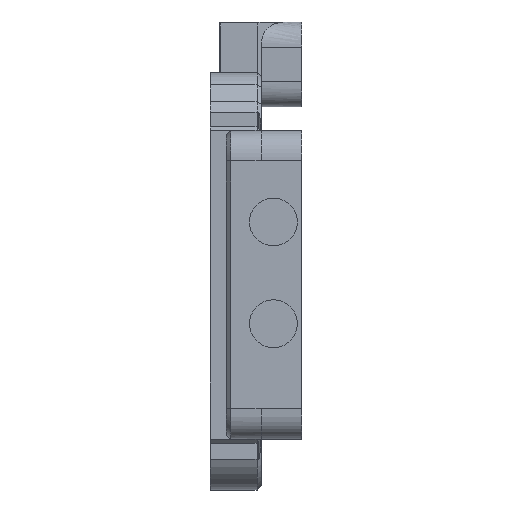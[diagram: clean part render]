
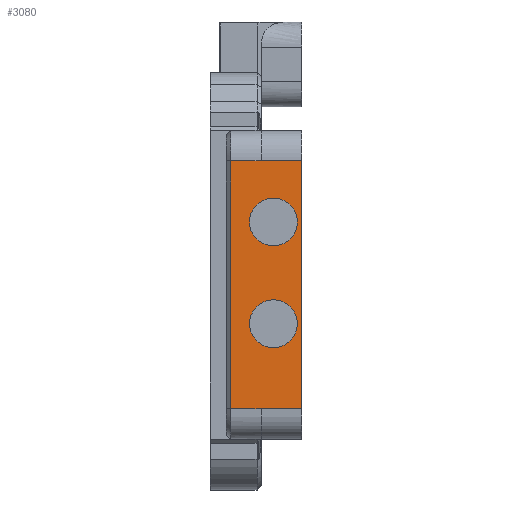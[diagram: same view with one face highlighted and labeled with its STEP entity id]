
A CAD part, front view. The second image highlights one B-rep face of the part: STEP entity #3080.
In plain terms, the highlighted planar face has unit normal (0, -1, 0).
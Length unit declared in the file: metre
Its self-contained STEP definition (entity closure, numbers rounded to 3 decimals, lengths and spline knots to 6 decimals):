
#215=CIRCLE('',#3355,0.00235);
#216=CIRCLE('',#3356,0.00235);
#877=ORIENTED_EDGE('',*,*,#1499,.F.);
#878=ORIENTED_EDGE('',*,*,#1500,.F.);
#879=ORIENTED_EDGE('',*,*,#1241,.T.);
#880=ORIENTED_EDGE('',*,*,#1232,.T.);
#881=ORIENTED_EDGE('',*,*,#1243,.T.);
#882=ORIENTED_EDGE('',*,*,#1501,.F.);
#883=ORIENTED_EDGE('',*,*,#1502,.F.);
#884=ORIENTED_EDGE('',*,*,#1503,.T.);
#1232=EDGE_CURVE('',#1649,#1652,#1906,.T.);
#1241=EDGE_CURVE('',#1658,#1649,#1913,.T.);
#1243=EDGE_CURVE('',#1652,#1659,#1914,.T.);
#1499=EDGE_CURVE('',#1810,#1810,#215,.T.);
#1500=EDGE_CURVE('',#1811,#1811,#216,.T.);
#1501=EDGE_CURVE('',#1812,#1659,#2071,.T.);
#1502=EDGE_CURVE('',#1813,#1812,#2072,.T.);
#1503=EDGE_CURVE('',#1813,#1658,#2073,.T.);
#1649=VERTEX_POINT('',#4464);
#1652=VERTEX_POINT('',#4483);
#1658=VERTEX_POINT('',#4550);
#1659=VERTEX_POINT('',#4564);
#1810=VERTEX_POINT('',#5388);
#1811=VERTEX_POINT('',#5390);
#1812=VERTEX_POINT('',#5392);
#1813=VERTEX_POINT('',#5394);
#1906=LINE('',#4484,#2173);
#1913=LINE('',#4549,#2180);
#1914=LINE('',#4563,#2181);
#2071=LINE('',#5391,#2338);
#2072=LINE('',#5393,#2339);
#2073=LINE('',#5395,#2340);
#2173=VECTOR('',#3537,1.);
#2180=VECTOR('',#3546,1.);
#2181=VECTOR('',#3547,1.);
#2338=VECTOR('',#4074,1.);
#2339=VECTOR('',#4075,1.);
#2340=VECTOR('',#4076,1.);
#2544=EDGE_LOOP('',(#877));
#2545=EDGE_LOOP('',(#878));
#2546=EDGE_LOOP('',(#879,#880,#881,#882,#883,#884));
#2781=FACE_BOUND('',#2544,.T.);
#2782=FACE_BOUND('',#2545,.T.);
#2783=FACE_BOUND('',#2546,.T.);
#2912=PLANE('',#3354);
#3080=ADVANCED_FACE('',(#2781,#2782,#2783),#2912,.T.);
#3354=AXIS2_PLACEMENT_3D('',#5386,#4068,#4069);
#3355=AXIS2_PLACEMENT_3D('',#5387,#4070,#4071);
#3356=AXIS2_PLACEMENT_3D('',#5389,#4072,#4073);
#3537=DIRECTION('',(0.,0.,-1.));
#3546=DIRECTION('',(-1.,0.,0.));
#3547=DIRECTION('',(1.,0.,0.));
#4068=DIRECTION('',(0.,-1.,0.));
#4069=DIRECTION('',(0.,0.,-1.));
#4070=DIRECTION('',(0.,-1.,0.));
#4071=DIRECTION('',(0.,0.,-1.));
#4072=DIRECTION('',(0.,-1.,0.));
#4073=DIRECTION('',(0.,0.,-1.));
#4074=DIRECTION('',(-1.,0.,0.));
#4075=DIRECTION('',(0.,0.,-1.));
#4076=DIRECTION('',(-1.,0.,0.));
#4464=CARTESIAN_POINT('',(0.02911,-0.098013,-0.022141));
#4483=CARTESIAN_POINT('',(0.02911,-0.098013,-0.046484));
#4484=CARTESIAN_POINT('',(0.02911,-0.098013,-0.046484));
#4549=CARTESIAN_POINT('',(0.03061,-0.098013,-0.022141));
#4550=CARTESIAN_POINT('',(0.03211,-0.098013,-0.022141));
#4563=CARTESIAN_POINT('',(0.03061,-0.098013,-0.046484));
#4564=CARTESIAN_POINT('',(0.03211,-0.098013,-0.046484));
#5386=CARTESIAN_POINT('',(0.03111,-0.098013,-0.007684));
#5387=CARTESIAN_POINT('',(0.033318,-0.098013,-0.038141));
#5388=CARTESIAN_POINT('',(0.033318,-0.098013,-0.040491));
#5389=CARTESIAN_POINT('',(0.033318,-0.098013,-0.028141));
#5390=CARTESIAN_POINT('',(0.033318,-0.098013,-0.030491));
#5391=CARTESIAN_POINT('',(0.03611,-0.098013,-0.046484));
#5392=CARTESIAN_POINT('',(0.03611,-0.098013,-0.046484));
#5393=CARTESIAN_POINT('',(0.03611,-0.098013,-0.007684));
#5394=CARTESIAN_POINT('',(0.03611,-0.098013,-0.022141));
#5395=CARTESIAN_POINT('',(0.03611,-0.098013,-0.022141));
